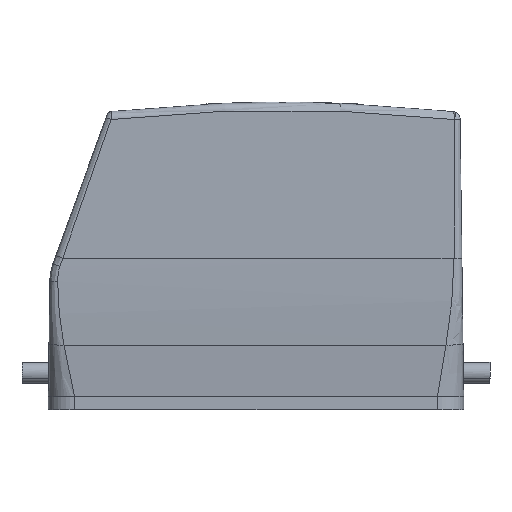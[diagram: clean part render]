
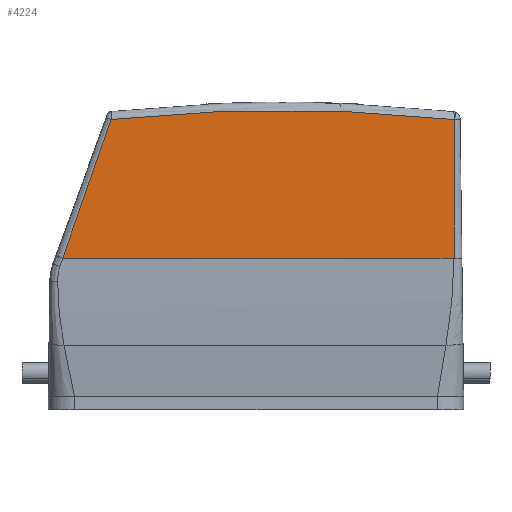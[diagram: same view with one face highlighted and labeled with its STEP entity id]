
A CAD part, left-side view. The second image highlights one B-rep face of the part: STEP entity #4224.
In plain terms, the highlighted planar face has unit normal (-1, 0, 0).
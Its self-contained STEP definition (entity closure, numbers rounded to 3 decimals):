
#4211=AXIS2_PLACEMENT_3D('Plane Axis2P3D',#4208,#4209,#4210) ;
#4215=AXIS2_PLACEMENT_3D('Circle Axis2P3D',#4213,#4214,$) ;
#1952=CARTESIAN_POINT('Line Origine',(0.,43.873,28.847)) ;
#1956=CARTESIAN_POINT('Vertex',(0.,81.259,28.847)) ;
#1958=CARTESIAN_POINT('Vertex',(0.,6.844,28.847)) ;
#2619=CARTESIAN_POINT('Control Point',(0.,72.065,55.218)) ;
#2620=CARTESIAN_POINT('Control Point',(0.,72.087,55.155)) ;
#2621=CARTESIAN_POINT('Control Point',(0.,72.11,55.091)) ;
#2622=CARTESIAN_POINT('Control Point',(0.,72.133,55.027)) ;
#2623=CARTESIAN_POINT('Control Point',(0.,72.2,54.841)) ;
#2624=CARTESIAN_POINT('Control Point',(0.,72.267,54.654)) ;
#2625=CARTESIAN_POINT('Control Point',(0.,72.359,54.399)) ;
#2626=CARTESIAN_POINT('Control Point',(0.,72.442,54.166)) ;
#2627=CARTESIAN_POINT('Control Point',(0.,72.525,53.933)) ;
#2628=CARTESIAN_POINT('Control Point',(0.,72.565,53.822)) ;
#2629=CARTESIAN_POINT('Control Point',(0.,72.644,53.601)) ;
#2630=CARTESIAN_POINT('Control Point',(0.,72.724,53.379)) ;
#2631=CARTESIAN_POINT('Control Point',(0.,72.763,53.268)) ;
#2632=CARTESIAN_POINT('Control Point',(0.,72.882,52.936)) ;
#2633=CARTESIAN_POINT('Control Point',(0.,73.001,52.604)) ;
#2634=CARTESIAN_POINT('Control Point',(0.,73.08,52.382)) ;
#2635=CARTESIAN_POINT('Control Point',(0.,73.317,51.717)) ;
#2636=CARTESIAN_POINT('Control Point',(0.,73.554,51.053)) ;
#2637=CARTESIAN_POINT('Control Point',(0.,73.711,50.609)) ;
#2638=CARTESIAN_POINT('Control Point',(0.,74.249,49.093)) ;
#2639=CARTESIAN_POINT('Control Point',(0.,74.785,47.577)) ;
#2640=CARTESIAN_POINT('Control Point',(0.,75.162,46.505)) ;
#2641=CARTESIAN_POINT('Control Point',(0.,76.292,43.286)) ;
#2642=CARTESIAN_POINT('Control Point',(0.,77.411,40.064)) ;
#2643=CARTESIAN_POINT('Control Point',(0.,78.155,37.913)) ;
#2644=CARTESIAN_POINT('Control Point',(0.,79.224,34.808)) ;
#2645=CARTESIAN_POINT('Control Point',(0.,80.288,31.7)) ;
#2646=CARTESIAN_POINT('Control Point',(0.,80.612,30.749)) ;
#2647=CARTESIAN_POINT('Control Point',(0.,80.936,29.798)) ;
#2648=CARTESIAN_POINT('Control Point',(0.,81.259,28.847)) ;
#2649=CARTESIAN_POINT('Vertex',(0.,72.065,55.218)) ;
#3351=CARTESIAN_POINT('Vertex',(0.,6.689,55.191)) ;
#3515=CARTESIAN_POINT('Control Point',(0.,6.689,55.191)) ;
#3516=CARTESIAN_POINT('Control Point',(0.,6.687,54.862)) ;
#3517=CARTESIAN_POINT('Control Point',(0.,6.685,54.529)) ;
#3518=CARTESIAN_POINT('Control Point',(0.,6.684,54.201)) ;
#3519=CARTESIAN_POINT('Control Point',(0.,6.681,53.539)) ;
#3520=CARTESIAN_POINT('Control Point',(0.,6.678,52.88)) ;
#3521=CARTESIAN_POINT('Control Point',(0.,6.677,52.549)) ;
#3522=CARTESIAN_POINT('Control Point',(0.,6.674,51.559)) ;
#3523=CARTESIAN_POINT('Control Point',(0.,6.672,50.568)) ;
#3524=CARTESIAN_POINT('Control Point',(0.,6.671,49.908)) ;
#3525=CARTESIAN_POINT('Control Point',(0.,6.67,47.928)) ;
#3526=CARTESIAN_POINT('Control Point',(0.,6.674,45.947)) ;
#3527=CARTESIAN_POINT('Control Point',(0.,6.679,44.627)) ;
#3528=CARTESIAN_POINT('Control Point',(0.,6.692,41.988)) ;
#3529=CARTESIAN_POINT('Control Point',(0.,6.711,39.349)) ;
#3530=CARTESIAN_POINT('Control Point',(0.,6.722,38.03)) ;
#3531=CARTESIAN_POINT('Control Point',(0.,6.743,35.825)) ;
#3532=CARTESIAN_POINT('Control Point',(0.,6.768,33.621)) ;
#3533=CARTESIAN_POINT('Control Point',(0.,6.78,32.735)) ;
#3534=CARTESIAN_POINT('Control Point',(0.,6.798,31.417)) ;
#3535=CARTESIAN_POINT('Control Point',(0.,6.821,30.099)) ;
#3536=CARTESIAN_POINT('Control Point',(0.,6.828,29.689)) ;
#3537=CARTESIAN_POINT('Control Point',(0.,6.836,29.272)) ;
#3538=CARTESIAN_POINT('Control Point',(0.,6.844,28.847)) ;
#4208=CARTESIAN_POINT('Axis2P3D Location',(0.,3.596,-25.715)) ;
#4213=CARTESIAN_POINT('Axis2P3D Location',(0.,39.5,-241.5)) ;
#1953=DIRECTION('Vector Direction',(0.,-1.,0.)) ;
#4209=DIRECTION('Axis2P3D Direction',(-1.,0.,0.)) ;
#4210=DIRECTION('Axis2P3D XDirection',(0.,-0.17,0.985)) ;
#4214=DIRECTION('Axis2P3D Direction',(-1.,0.,0.)) ;
#1954=VECTOR('Line Direction',#1953,1.) ;
#4219=ORIENTED_EDGE('',*,*,#4217,.T.) ;
#4220=ORIENTED_EDGE('',*,*,#2651,.F.) ;
#4221=ORIENTED_EDGE('',*,*,#1960,.T.) ;
#4222=ORIENTED_EDGE('',*,*,#3539,.T.) ;
#4224=ADVANCED_FACE('Hood',(#4223),#4212,.T.) ;
#2618=B_SPLINE_CURVE_WITH_KNOTS('',5,(#2619,#2620,#2621,#2622,#2623,#2624,#2625,#2626,#2627,#2628,#2629,#2630,#2631,#2632,#2633,#2634,#2635,#2636,#2637,#2638,#2639,#2640,#2641,#2642,#2643,#2644,#2645,#2646,#2647,#2648),.UNSPECIFIED.,.F.,.U.,(6,3,3,3,3,3,3,3,3,6),(87.603,87.947,88.598,89.189,89.78,90.962,93.325,99.047,110.491,115.531),.UNSPECIFIED.) ;
#3514=B_SPLINE_CURVE_WITH_KNOTS('',5,(#3515,#3516,#3517,#3518,#3519,#3520,#3521,#3522,#3523,#3524,#3525,#3526,#3527,#3528,#3529,#3530,#3531,#3532,#3533,#3534,#3535,#3536,#3537,#3538),.UNSPECIFIED.,.F.,.U.,(6,3,3,3,3,3,3,6),(3.972,5.619,7.265,10.558,17.144,23.729,28.158,30.315),.UNSPECIFIED.) ;
#4216=CIRCLE('generated circle',#4215,298.5) ;
#1960=EDGE_CURVE('',#1957,#1959,#1955,.T.) ;
#2651=EDGE_CURVE('',#1957,#2650,#2618,.F.) ;
#3539=EDGE_CURVE('',#1959,#3352,#3514,.F.) ;
#4217=EDGE_CURVE('',#3352,#2650,#4216,.T.) ;
#4218=EDGE_LOOP('',(#4219,#4220,#4221,#4222)) ;
#4223=FACE_OUTER_BOUND('',#4218,.T.) ;
#1955=LINE('Line',#1952,#1954) ;
#4212=PLANE('',#4211) ;
#1957=VERTEX_POINT('',#1956) ;
#1959=VERTEX_POINT('',#1958) ;
#2650=VERTEX_POINT('',#2649) ;
#3352=VERTEX_POINT('',#3351) ;
